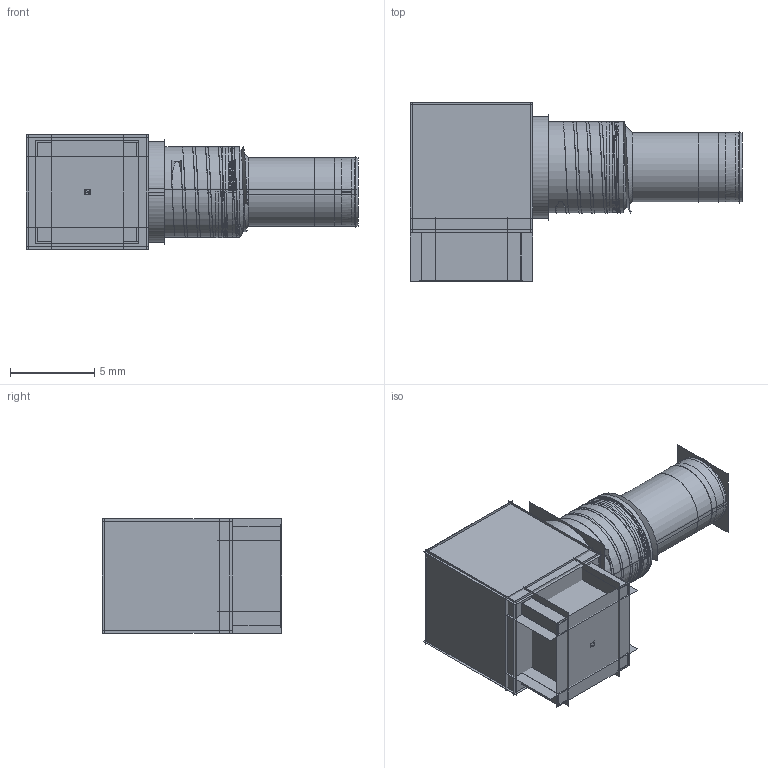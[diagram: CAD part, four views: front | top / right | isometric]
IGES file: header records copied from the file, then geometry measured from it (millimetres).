
Start section:  PTC IGES file: 102-909-02_rev-c.igs
Global section: file name: 102-909-02_rev-c.igs; native system: Pro/ENGINEER by Parametric Technology Corporation; preprocessor: 2005030; author: hparikh; organization: Unknown; date: 080304.125527; units: inch
Bounding box: 19.67 x 10.62 x 6.76 mm (x, y, z)
Surface area: 3233.3 mm2 (no closed solid volume)
Topology: 0 solids, 0 shells, 222 faces, 2985 edges, 3888 vertices
Faces by surface type: bspline 114, revolution 108
